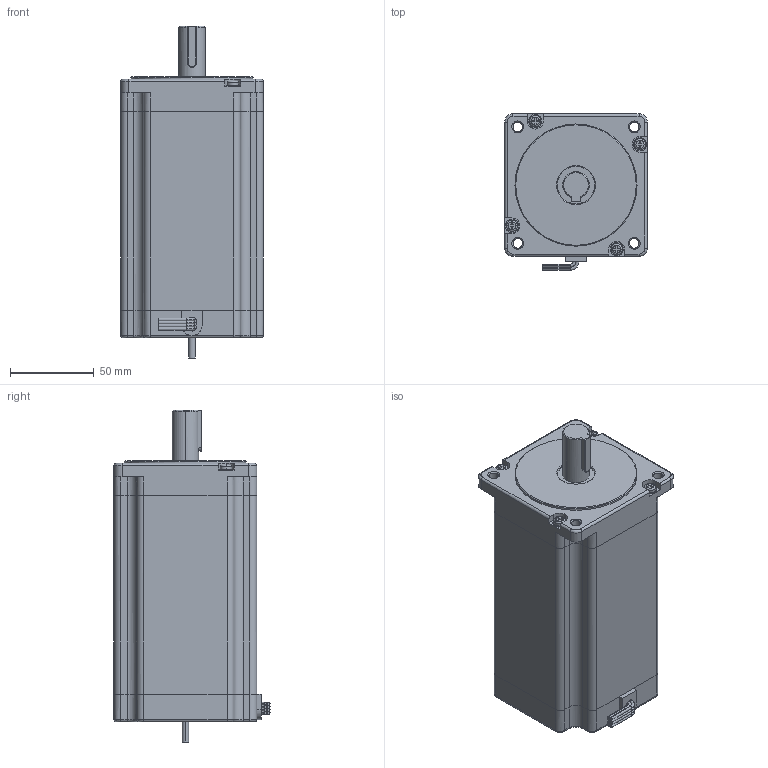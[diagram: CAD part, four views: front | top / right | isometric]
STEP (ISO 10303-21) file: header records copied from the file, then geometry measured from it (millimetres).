
FILE_DESCRIPTION (( 'STEP AP203' ), '1' );
FILE_NAME ('stepper_motor_Phidgets_3336_0.STEP', '2016-11-14T02:15:37', ( '' ), ( '' ), 'SwSTEP 2.0', 'SolidWorks 2015', '' );
FILE_SCHEMA (( 'CONFIG_CONTROL_DESIGN' ));
Length unit declared in the file: millimetre
Products named in the file (1): stepper_motor_Phidgets_3336_0
Bounding box: 85.2 x 93.19 x 198.31 mm (x, y, z)
Volume: 1021512.3 mm3; surface area: 82441.9 mm2
Topology: 1 solids, 5 shells, 397 faces, 918 edges, 564 vertices
Faces by surface type: cylinder 164, plane 157, torus 40, cone 36
Entity records: 11525 total; most frequent: CARTESIAN_POINT 2207, DIRECTION 2044, ORIENTED_EDGE 1836, EDGE_CURVE 918, AXIS2_PLACEMENT_3D 781, VERTEX_POINT 564, LINE 482, VECTOR 482
